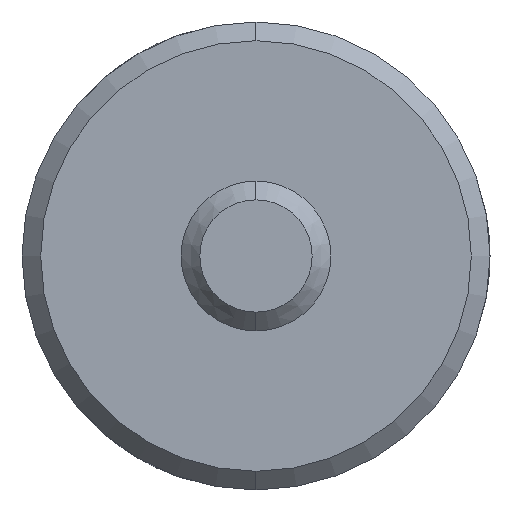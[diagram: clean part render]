
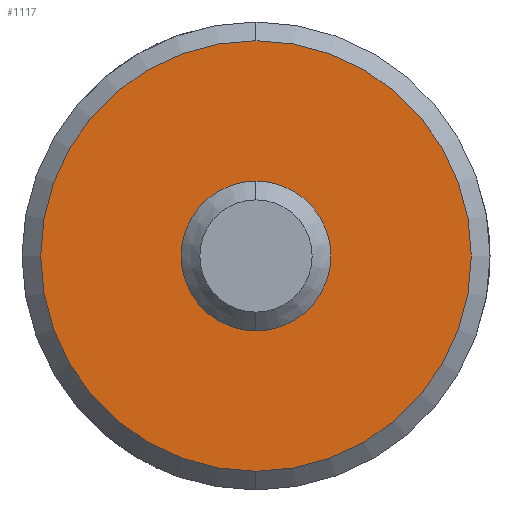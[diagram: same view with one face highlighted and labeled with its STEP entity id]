
A CAD part, left-side view. The second image highlights one B-rep face of the part: STEP entity #1117.
In plain terms, the highlighted planar face has unit normal (-1, 0, 0).
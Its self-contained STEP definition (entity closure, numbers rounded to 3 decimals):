
#48 = AXIS2_PLACEMENT_3D ( 'NONE', #3938, #1173, #3614 ) ;
#136 = AXIS2_PLACEMENT_3D ( 'NONE', #1114, #1876, #2511 ) ;
#185 = DIRECTION ( 'NONE',  ( -1., 0., 0. ) ) ;
#201 = DIRECTION ( 'NONE',  ( 0., 0., 1. ) ) ;
#227 = DIRECTION ( 'NONE',  ( -1., 0., 0. ) ) ;
#289 = EDGE_CURVE ( 'NONE', #2103, #918, #3601, .T. ) ;
#398 = CARTESIAN_POINT ( 'NONE',  ( -134.5, 0., 11.5 ) ) ;
#523 = CARTESIAN_POINT ( 'NONE',  ( -134.5, 0., 0. ) ) ;
#599 = ORIENTED_EDGE ( 'NONE', *, *, #289, .F. ) ;
#917 = CARTESIAN_POINT ( 'NONE',  ( -134.5, 0., 0. ) ) ;
#918 = VERTEX_POINT ( 'NONE', #2348 ) ;
#942 = FACE_BOUND ( 'NONE', #1623, .T. ) ;
#1114 = CARTESIAN_POINT ( 'NONE',  ( -134.5, 0., 0. ) ) ;
#1117 = ADVANCED_FACE ( 'NONE', ( #1987, #942 ), #3709, .T. ) ;
#1173 = DIRECTION ( 'NONE',  ( -1., 0., 0. ) ) ;
#1324 = EDGE_LOOP ( 'NONE', ( #3174, #3857 ) ) ;
#1375 = VERTEX_POINT ( 'NONE', #398 ) ;
#1405 = EDGE_CURVE ( 'NONE', #3547, #1375, #1458, .T. ) ;
#1458 = CIRCLE ( 'NONE', #4045, 11.5 ) ;
#1540 = CARTESIAN_POINT ( 'NONE',  ( -134.5, 0., 4. ) ) ;
#1572 = AXIS2_PLACEMENT_3D ( 'NONE', #2888, #2163, #2932 ) ;
#1623 = EDGE_LOOP ( 'NONE', ( #599, #1811 ) ) ;
#1801 = EDGE_CURVE ( 'NONE', #1375, #3547, #3942, .T. ) ;
#1811 = ORIENTED_EDGE ( 'NONE', *, *, #4502, .F. ) ;
#1876 = DIRECTION ( 'NONE',  ( -1., 0., 0. ) ) ;
#1987 = FACE_OUTER_BOUND ( 'NONE', #1324, .T. ) ;
#2014 = CARTESIAN_POINT ( 'NONE',  ( -134.5, 0., -11.5 ) ) ;
#2103 = VERTEX_POINT ( 'NONE', #1540 ) ;
#2126 = CIRCLE ( 'NONE', #136, 4. ) ;
#2163 = DIRECTION ( 'NONE',  ( -1., 0., 0. ) ) ;
#2348 = CARTESIAN_POINT ( 'NONE',  ( -134.5, 0., -4. ) ) ;
#2511 = DIRECTION ( 'NONE',  ( 0., 0., 1. ) ) ;
#2888 = CARTESIAN_POINT ( 'NONE',  ( -134.5, 0., 0. ) ) ;
#2932 = DIRECTION ( 'NONE',  ( 0., 0., 1. ) ) ;
#3174 = ORIENTED_EDGE ( 'NONE', *, *, #1405, .T. ) ;
#3547 = VERTEX_POINT ( 'NONE', #2014 ) ;
#3601 = CIRCLE ( 'NONE', #48, 4. ) ;
#3614 = DIRECTION ( 'NONE',  ( 0., 0., 1. ) ) ;
#3709 = PLANE ( 'NONE',  #4486 ) ;
#3857 = ORIENTED_EDGE ( 'NONE', *, *, #1801, .T. ) ;
#3938 = CARTESIAN_POINT ( 'NONE',  ( -134.5, 0., 0. ) ) ;
#3942 = CIRCLE ( 'NONE', #1572, 11.5 ) ;
#4045 = AXIS2_PLACEMENT_3D ( 'NONE', #523, #227, #201 ) ;
#4077 = DIRECTION ( 'NONE',  ( 0., 0., 1. ) ) ;
#4486 = AXIS2_PLACEMENT_3D ( 'NONE', #917, #185, #4077 ) ;
#4502 = EDGE_CURVE ( 'NONE', #918, #2103, #2126, .T. ) ;
